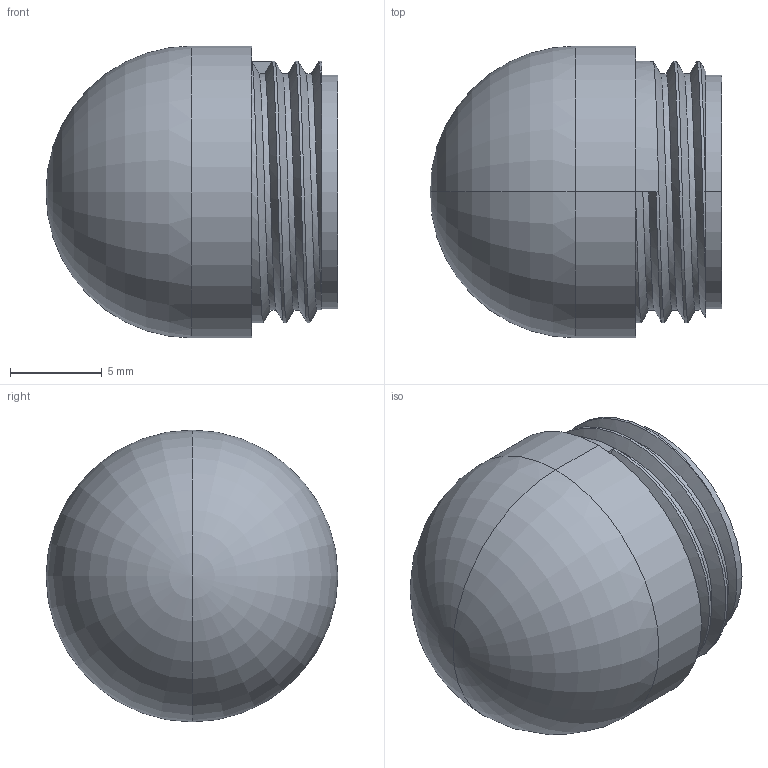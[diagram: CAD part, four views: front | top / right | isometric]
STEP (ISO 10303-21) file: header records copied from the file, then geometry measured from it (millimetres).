
FILE_DESCRIPTION (( 'STEP AP203' ), '1' );
FILE_NAME ('25P-326x.STEP', '2016-12-24T00:10:54', ( '' ), ( '' ), 'SwSTEP 2.0', 'SolidWorks 2016', '' );
FILE_SCHEMA (( 'CONFIG_CONTROL_DESIGN' ));
Length unit declared in the file: inch
Products named in the file (1): 25P-326x
Bounding box: 15.88 x 15.88 x 15.88 mm (x, y, z)
Volume: 1367.5 mm3; surface area: 1436.4 mm2
Topology: 1 solids, 1 shells, 106 faces, 237 edges, 134 vertices
Faces by surface type: torus 42, cylinder 35, plane 24, bspline 3, sphere 2
Entity records: 3733 total; most frequent: CARTESIAN_POINT 1411, DIRECTION 488, ORIENTED_EDGE 470, EDGE_CURVE 235, AXIS2_PLACEMENT_3D 225, VERTEX_POINT 134, CIRCLE 121, EDGE_LOOP 109
